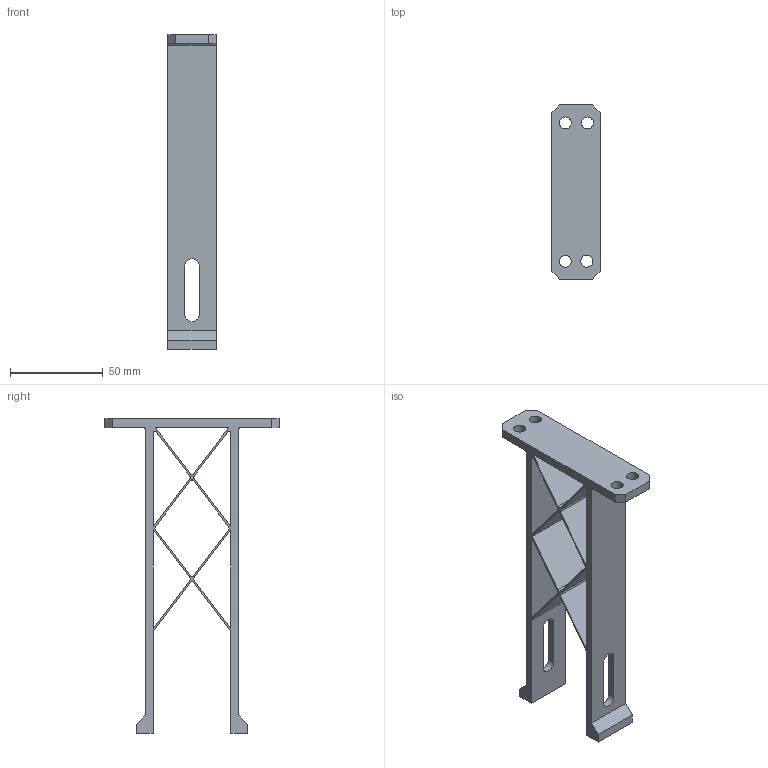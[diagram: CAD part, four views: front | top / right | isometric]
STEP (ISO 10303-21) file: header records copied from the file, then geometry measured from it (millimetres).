
FILE_DESCRIPTION(/* description */ ('STEP AP203'),/* implementation_level */ '2;1');
FILE_NAME(/* name */ 'SUPORTE MOTOR CENTRAL (1) v2.step',/* time_stamp */ '2024-11-19T21:15:21-03:00',/* author */ (''),/* organization */ (''),/* preprocessor_version */ 'ST-DEVELOPER v20',/* originating_system */ 'Autodesk Translation Framework v13.20.0.188',/* authorisation */ '');
FILE_SCHEMA (('AUTOMOTIVE_DESIGN { 1 0 10303 214 3 1 1 }'));
Length unit declared in the file: millimetre
Products named in the file (1): SUPORTE MOTOR CENTRAL
Bounding box: 26 x 94 x 170 mm (x, y, z)
Volume: 52673.6 mm3; surface area: 40186.5 mm2
Topology: 1 solids, 1 shells, 74 faces, 204 edges, 136 vertices
Faces by surface type: plane 50, cylinder 24
Full cylindrical faces by diameter (mm): 3 x4, 6.5 x4
Entity records: 2437 total; most frequent: CARTESIAN_POINT 415, ORIENTED_EDGE 408, DIRECTION 402, EDGE_CURVE 204, LINE 156, VECTOR 156, VERTEX_POINT 136, AXIS2_PLACEMENT_3D 123
